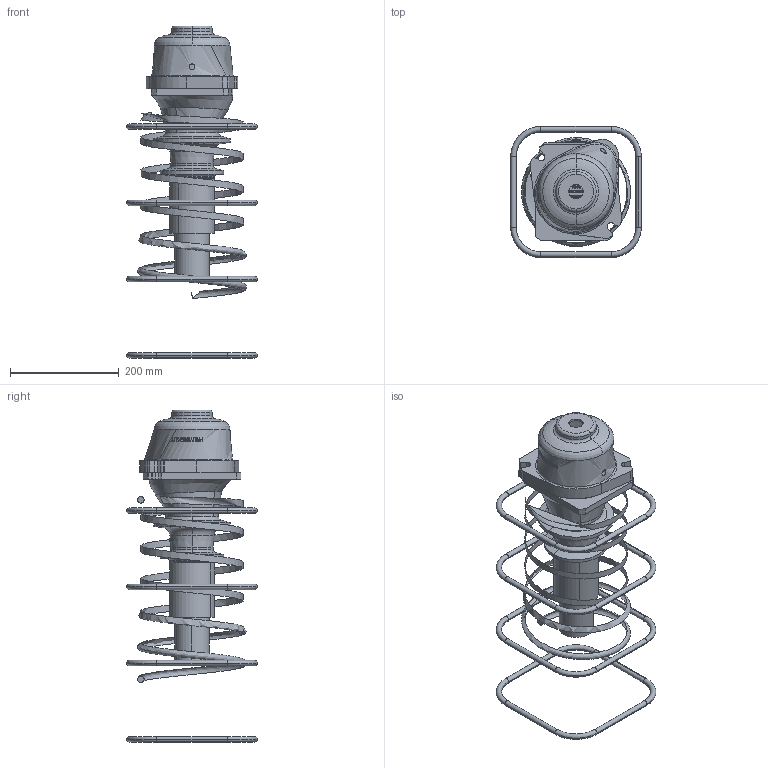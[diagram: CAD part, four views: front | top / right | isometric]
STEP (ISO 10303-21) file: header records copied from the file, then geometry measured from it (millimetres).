
FILE_DESCRIPTION (( 'STEP AP203' ), '1' );
FILE_NAME ('7c15 ANCHOR ASSEMBLY FOR CLIENTS - WITH CAP.STEP', '2018-02-23T03:54:56', ( '' ), ( '' ), 'SwSTEP 2.0', 'SolidWorks 2016', '' );
FILE_SCHEMA (( 'CONFIG_CONTROL_DESIGN' ));
Length unit declared in the file: millimetre
Products named in the file (1): 7c15 ANCHOR ASSEMBLY FOR CLIENTS - WITH CAP
Bounding box: 240 x 240 x 610 mm (x, y, z)
Volume: 3768580.2 mm3; surface area: 567223.2 mm2
Topology: 7 solids, 8 shells, 1003 faces, 2697 edges, 1763 vertices
Faces by surface type: bspline 557, plane 267, cylinder 80, torus 68, cone 31
Entity records: 86248 total; most frequent: CARTESIAN_POINT 65201, ORIENTED_EDGE 5394, EDGE_CURVE 2697, DIRECTION 2493, VERTEX_POINT 1763, B_SPLINE_CURVE_WITH_KNOTS 1382, EDGE_LOOP 1072, VECTOR 1031
